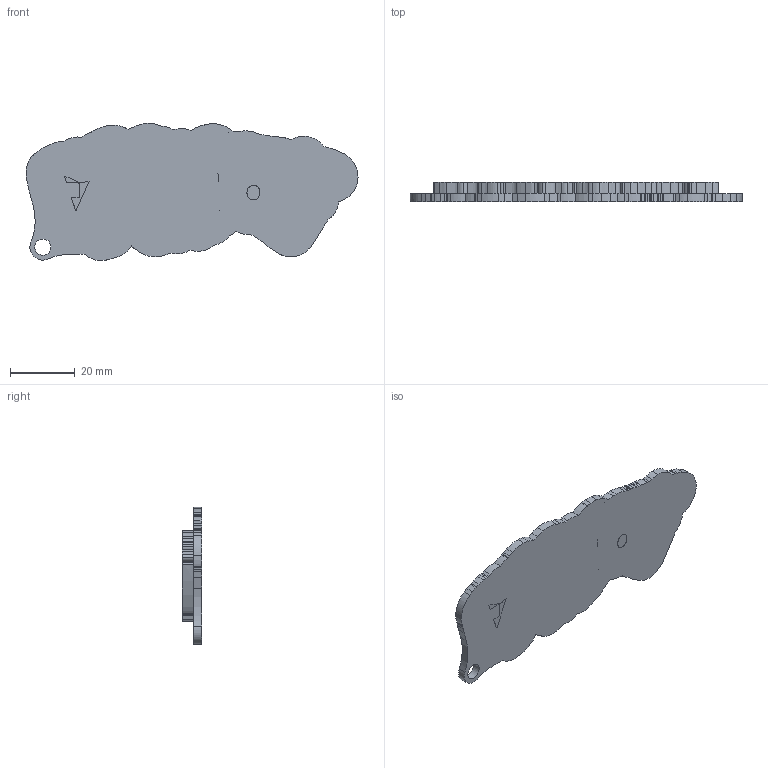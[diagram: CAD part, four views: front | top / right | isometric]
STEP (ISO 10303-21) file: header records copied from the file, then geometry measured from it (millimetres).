
FILE_DESCRIPTION(/* description */ (''),/* implementation_level */ '2;1');
FILE_NAME(/* name */ 'Atrocious_haxmas-day3.step',/* time_stamp */ '2025-12-15T23:50:47-06:00',/* author */ (''),/* organization */ (''),/* preprocessor_version */ 'ST-DEVELOPER v20.1',/* originating_system */ 'Autodesk Translation Framework v14.21.0.0',/* authorisation */ '');
FILE_SCHEMA (('AUTOMOTIVE_DESIGN { 1 0 10303 214 3 1 1 }'));
Length unit declared in the file: millimetre
Products named in the file (1): (Unsaved)
Bounding box: 102.43 x 6 x 42.35 mm (x, y, z)
Volume: 12650.1 mm3; surface area: 9987.9 mm2
Topology: 3 solids, 3 shells, 682 faces, 2008 edges, 1337 vertices
Faces by surface type: bspline 466, plane 213, cylinder 3
Full cylindrical faces by diameter (mm): 5 x1
Entity records: 24073 total; most frequent: CARTESIAN_POINT 10157, ORIENTED_EDGE 4016, EDGE_CURVE 2008, DIRECTION 1516, VERTEX_POINT 1337, LINE 1070, VECTOR 1070, EDGE_LOOP 704
